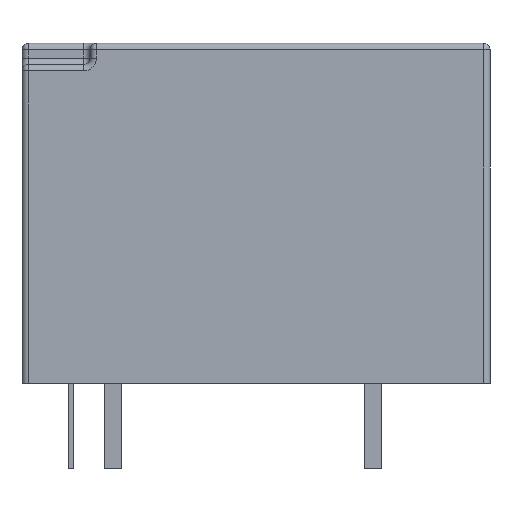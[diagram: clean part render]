
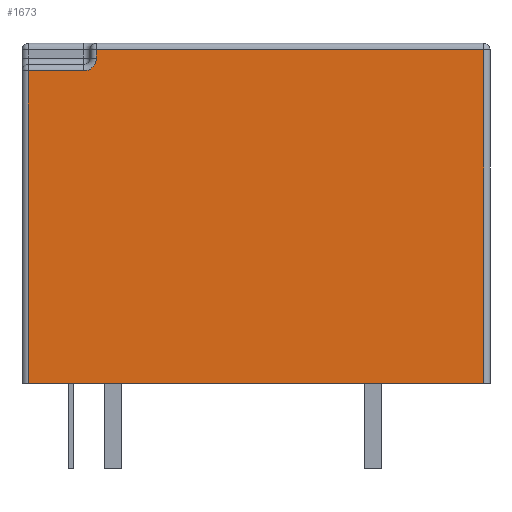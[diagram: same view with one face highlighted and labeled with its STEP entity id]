
A CAD part, front view. The second image highlights one B-rep face of the part: STEP entity #1673.
In plain terms, the highlighted planar face has unit normal (0, -1, 0).
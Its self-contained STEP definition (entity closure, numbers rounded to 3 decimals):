
#55 = LINE ( 'NONE', #10092, #4451 ) ;
#229 = DIRECTION ( 'NONE',  ( 0., 1., 0. ) ) ;
#256 = ORIENTED_EDGE ( 'NONE', *, *, #6064, .T. ) ;
#710 = EDGE_CURVE ( 'NONE', #895, #16064, #11009, .T. ) ;
#771 = CARTESIAN_POINT ( 'NONE',  ( -10.7, -8., 16. ) ) ;
#851 = LINE ( 'NONE', #939, #6732 ) ;
#895 = VERTEX_POINT ( 'NONE', #14531 ) ;
#939 = CARTESIAN_POINT ( 'NONE',  ( -7.801, -8., 15.7 ) ) ;
#985 = EDGE_LOOP ( 'NONE', ( #11381, #13971, #7579, #7583, #256, #15996, #6552 ) ) ;
#1111 = VECTOR ( 'NONE', #5634, 1000. ) ;
#1152 = VERTEX_POINT ( 'NONE', #9615 ) ;
#1344 = VERTEX_POINT ( 'NONE', #9200 ) ;
#1673 = ADVANCED_FACE ( 'NONE', ( #12632 ), #6254, .F. ) ;
#2013 = EDGE_CURVE ( 'NONE', #10960, #1152, #5787, .T. ) ;
#2368 = VERTEX_POINT ( 'NONE', #13368 ) ;
#2574 = DIRECTION ( 'NONE',  ( 0., 0., -1. ) ) ;
#3022 = CIRCLE ( 'NONE', #6138, 0.6 ) ;
#3132 = DIRECTION ( 'NONE',  ( 0., 0., -1. ) ) ;
#3194 = EDGE_CURVE ( 'NONE', #895, #15977, #3022, .T. ) ;
#4451 = VECTOR ( 'NONE', #11066, 1000. ) ;
#4456 = AXIS2_PLACEMENT_3D ( 'NONE', #12720, #229, #5266 ) ;
#5120 = CARTESIAN_POINT ( 'NONE',  ( 11., -8., 14.7 ) ) ;
#5170 = EDGE_CURVE ( 'NONE', #16064, #10960, #14498, .T. ) ;
#5266 = DIRECTION ( 'NONE',  ( -1., 0., 0. ) ) ;
#5450 = DIRECTION ( 'NONE',  ( -1., 0., 0. ) ) ;
#5634 = DIRECTION ( 'NONE',  ( 1., 0., 0. ) ) ;
#5675 = DIRECTION ( 'NONE',  ( 0., -1., 0. ) ) ;
#5787 = LINE ( 'NONE', #10781, #1111 ) ;
#5804 = VECTOR ( 'NONE', #2574, 1000. ) ;
#6064 = EDGE_CURVE ( 'NONE', #2368, #1344, #851, .T. ) ;
#6138 = AXIS2_PLACEMENT_3D ( 'NONE', #6720, #5675, #5450 ) ;
#6254 = PLANE ( 'NONE',  #4456 ) ;
#6552 = ORIENTED_EDGE ( 'NONE', *, *, #3194, .F. ) ;
#6720 = CARTESIAN_POINT ( 'NONE',  ( -8.101, -8., 15.3 ) ) ;
#6732 = VECTOR ( 'NONE', #10491, 1000. ) ;
#7579 = ORIENTED_EDGE ( 'NONE', *, *, #2013, .T. ) ;
#7583 = ORIENTED_EDGE ( 'NONE', *, *, #11459, .T. ) ;
#8067 = CARTESIAN_POINT ( 'NONE',  ( -10.7, -8., 0. ) ) ;
#9200 = CARTESIAN_POINT ( 'NONE',  ( -7.501, -8., 15.7 ) ) ;
#9615 = CARTESIAN_POINT ( 'NONE',  ( 10.7, -8., 0. ) ) ;
#9952 = DIRECTION ( 'NONE',  ( -1., 0., 0. ) ) ;
#10075 = LINE ( 'NONE', #12274, #5804 ) ;
#10092 = CARTESIAN_POINT ( 'NONE',  ( 10.7, -8., 16. ) ) ;
#10491 = DIRECTION ( 'NONE',  ( -1., 0., 0. ) ) ;
#10781 = CARTESIAN_POINT ( 'NONE',  ( 11., -8., 0. ) ) ;
#10926 = VECTOR ( 'NONE', #9952, 1000. ) ;
#10960 = VERTEX_POINT ( 'NONE', #8067 ) ;
#11009 = LINE ( 'NONE', #5120, #10926 ) ;
#11066 = DIRECTION ( 'NONE',  ( 0., 0., 1. ) ) ;
#11381 = ORIENTED_EDGE ( 'NONE', *, *, #710, .T. ) ;
#11459 = EDGE_CURVE ( 'NONE', #1152, #2368, #55, .T. ) ;
#12274 = CARTESIAN_POINT ( 'NONE',  ( -7.501, -8., 16. ) ) ;
#12632 = FACE_OUTER_BOUND ( 'NONE', #985, .T. ) ;
#12720 = CARTESIAN_POINT ( 'NONE',  ( 11., -8., 16. ) ) ;
#13189 = EDGE_CURVE ( 'NONE', #1344, #15977, #10075, .T. ) ;
#13368 = CARTESIAN_POINT ( 'NONE',  ( 10.7, -8., 15.7 ) ) ;
#13971 = ORIENTED_EDGE ( 'NONE', *, *, #5170, .T. ) ;
#14255 = VECTOR ( 'NONE', #3132, 1000. ) ;
#14498 = LINE ( 'NONE', #771, #14255 ) ;
#14531 = CARTESIAN_POINT ( 'NONE',  ( -8.101, -8., 14.7 ) ) ;
#15504 = CARTESIAN_POINT ( 'NONE',  ( -10.7, -8., 14.7 ) ) ;
#15586 = CARTESIAN_POINT ( 'NONE',  ( -7.501, -8., 15.3 ) ) ;
#15977 = VERTEX_POINT ( 'NONE', #15586 ) ;
#15996 = ORIENTED_EDGE ( 'NONE', *, *, #13189, .T. ) ;
#16064 = VERTEX_POINT ( 'NONE', #15504 ) ;
